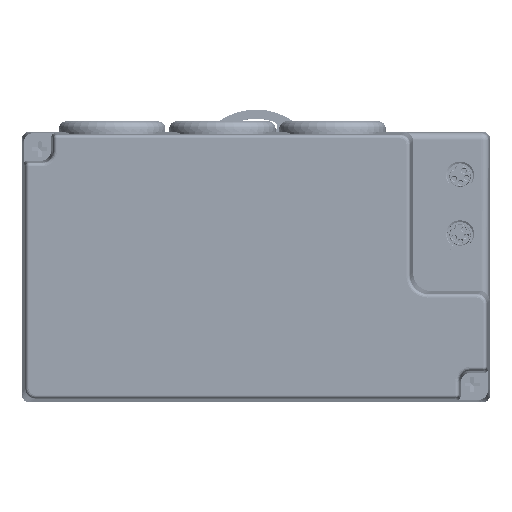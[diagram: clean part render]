
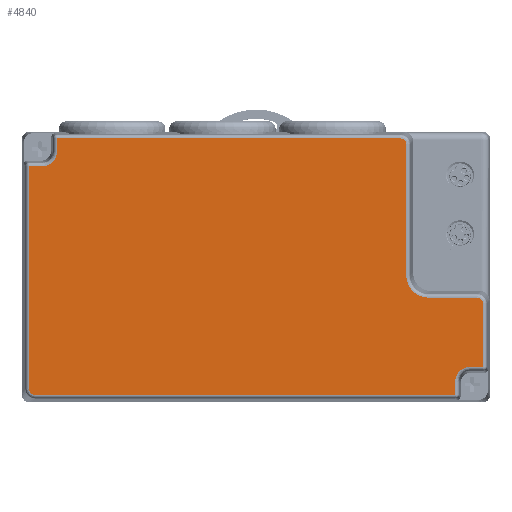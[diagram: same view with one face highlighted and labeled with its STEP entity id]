
A CAD part, top view. The second image highlights one B-rep face of the part: STEP entity #4840.
In plain terms, the highlighted planar face has unit normal (0, 0, 1).
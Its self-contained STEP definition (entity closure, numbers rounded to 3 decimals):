
#4840=ADVANCED_FACE('',(#10460),#8080,.T.);
#8080=PLANE('',#60633);
#10460=FACE_OUTER_BOUND('',#13037,.T.);
#13037=EDGE_LOOP('',(#17826,#17827,#17828,#17829,#17830,#17831,#17832,#17833,
#17834,#17835,#17836,#17837,#17838,#17839,#17840,#17841));
#17465=ELLIPSE('',#60627,1.601,1.6);
#17466=ELLIPSE('',#60628,4.003,4.);
#17467=ELLIPSE('',#60629,1.601,1.6);
#17468=ELLIPSE('',#60630,4.003,4.);
#17469=ELLIPSE('',#60631,1.601,1.6);
#17470=ELLIPSE('',#60632,6.004,6.);
#17826=ORIENTED_EDGE('',*,*,#39792,.T.);
#17827=ORIENTED_EDGE('',*,*,#39793,.T.);
#17828=ORIENTED_EDGE('',*,*,#39794,.T.);
#17829=ORIENTED_EDGE('',*,*,#39795,.T.);
#17830=ORIENTED_EDGE('',*,*,#39796,.T.);
#17831=ORIENTED_EDGE('',*,*,#39797,.T.);
#17832=ORIENTED_EDGE('',*,*,#39798,.T.);
#17833=ORIENTED_EDGE('',*,*,#39799,.T.);
#17834=ORIENTED_EDGE('',*,*,#39800,.T.);
#17835=ORIENTED_EDGE('',*,*,#39801,.T.);
#17836=ORIENTED_EDGE('',*,*,#39802,.T.);
#17837=ORIENTED_EDGE('',*,*,#39803,.T.);
#17838=ORIENTED_EDGE('',*,*,#39804,.T.);
#17839=ORIENTED_EDGE('',*,*,#39805,.T.);
#17840=ORIENTED_EDGE('',*,*,#39806,.T.);
#17841=ORIENTED_EDGE('',*,*,#39807,.T.);
#34136=VERTEX_POINT('',#82162);
#34137=VERTEX_POINT('',#82163);
#34138=VERTEX_POINT('',#82165);
#34139=VERTEX_POINT('',#82167);
#34140=VERTEX_POINT('',#82169);
#34141=VERTEX_POINT('',#82171);
#34142=VERTEX_POINT('',#82173);
#34143=VERTEX_POINT('',#82175);
#34144=VERTEX_POINT('',#82177);
#34145=VERTEX_POINT('',#82179);
#34146=VERTEX_POINT('',#82181);
#34147=VERTEX_POINT('',#82183);
#34148=VERTEX_POINT('',#82185);
#34149=VERTEX_POINT('',#82187);
#34150=VERTEX_POINT('',#82189);
#34151=VERTEX_POINT('',#82191);
#39792=EDGE_CURVE('',#34136,#34137,#17465,.T.);
#39793=EDGE_CURVE('',#34137,#34138,#47920,.T.);
#39794=EDGE_CURVE('',#34138,#34139,#47921,.T.);
#39795=EDGE_CURVE('',#34139,#34140,#17466,.T.);
#39796=EDGE_CURVE('',#34140,#34141,#47922,.T.);
#39797=EDGE_CURVE('',#34141,#34142,#47923,.T.);
#39798=EDGE_CURVE('',#34142,#34143,#17467,.T.);
#39799=EDGE_CURVE('',#34143,#34144,#47924,.T.);
#39800=EDGE_CURVE('',#34144,#34145,#47925,.T.);
#39801=EDGE_CURVE('',#34145,#34146,#17468,.T.);
#39802=EDGE_CURVE('',#34146,#34147,#47926,.T.);
#39803=EDGE_CURVE('',#34147,#34148,#47927,.T.);
#39804=EDGE_CURVE('',#34148,#34149,#17469,.T.);
#39805=EDGE_CURVE('',#34149,#34150,#47928,.T.);
#39806=EDGE_CURVE('',#34150,#34151,#17470,.T.);
#39807=EDGE_CURVE('',#34151,#34136,#47929,.T.);
#47920=LINE('',#82164,#54290);
#47921=LINE('',#82166,#54291);
#47922=LINE('',#82170,#54292);
#47923=LINE('',#82172,#54293);
#47924=LINE('',#82176,#54294);
#47925=LINE('',#82178,#54295);
#47926=LINE('',#82182,#54296);
#47927=LINE('',#82184,#54297);
#47928=LINE('',#82188,#54298);
#47929=LINE('',#82192,#54299);
#54290=VECTOR('',#65758,1.);
#54291=VECTOR('',#65759,1.);
#54292=VECTOR('',#65762,1.);
#54293=VECTOR('',#65763,1.);
#54294=VECTOR('',#65766,1.);
#54295=VECTOR('',#65767,1.);
#54296=VECTOR('',#65770,1.);
#54297=VECTOR('',#65771,1.);
#54298=VECTOR('',#65774,1.);
#54299=VECTOR('',#65777,1.);
#60627=AXIS2_PLACEMENT_3D('',#82161,#65756,#65757);
#60628=AXIS2_PLACEMENT_3D('',#82168,#65760,#65761);
#60629=AXIS2_PLACEMENT_3D('',#82174,#65764,#65765);
#60630=AXIS2_PLACEMENT_3D('',#82180,#65768,#65769);
#60631=AXIS2_PLACEMENT_3D('',#82186,#65772,#65773);
#60632=AXIS2_PLACEMENT_3D('',#82190,#65775,#65776);
#60633=AXIS2_PLACEMENT_3D('',#82193,#65778,#65779);
#65756=DIRECTION('',(0.,0.,1.));
#65757=DIRECTION('',(-0.707,-0.707,0.));
#65758=DIRECTION('',(-1.,0.,0.));
#65759=DIRECTION('',(0.,-1.,0.));
#65760=DIRECTION('',(0.,0.,-1.));
#65761=DIRECTION('',(0.707,-0.707,0.));
#65762=DIRECTION('',(-1.,0.,0.));
#65763=DIRECTION('',(0.,-1.,0.));
#65764=DIRECTION('',(0.,0.,1.));
#65765=DIRECTION('',(0.707,0.707,0.));
#65766=DIRECTION('',(1.,0.,0.));
#65767=DIRECTION('',(0.,1.,0.));
#65768=DIRECTION('',(0.,0.,-1.));
#65769=DIRECTION('',(-0.707,0.707,0.));
#65770=DIRECTION('',(1.,0.,0.));
#65771=DIRECTION('',(0.,1.,0.));
#65772=DIRECTION('',(0.,0.,1.));
#65773=DIRECTION('',(-0.707,-0.707,0.));
#65774=DIRECTION('',(-1.,0.,0.));
#65775=DIRECTION('',(0.,0.,-1.));
#65776=DIRECTION('',(-0.707,-0.707,0.));
#65777=DIRECTION('',(0.,1.,0.));
#65778=DIRECTION('',(0.,0.,1.));
#65779=DIRECTION('',(-1.,0.,0.));
#82161=CARTESIAN_POINT('',(-679.177,74.001,-5.52));
#82162=CARTESIAN_POINT('',(-677.576,74.002,-5.52));
#82163=CARTESIAN_POINT('',(-679.176,75.602,-5.52));
#82164=CARTESIAN_POINT('',(-716.994,75.602,-5.52));
#82165=CARTESIAN_POINT('',(-772.717,75.602,-5.52));
#82166=CARTESIAN_POINT('',(-772.717,39.686,-5.52));
#82167=CARTESIAN_POINT('',(-772.717,72.023,-5.52));
#82168=CARTESIAN_POINT('',(-776.719,72.026,-5.52));
#82169=CARTESIAN_POINT('',(-776.716,68.025,-5.52));
#82170=CARTESIAN_POINT('',(-716.994,68.025,-5.52));
#82171=CARTESIAN_POINT('',(-780.289,68.025,-5.52));
#82172=CARTESIAN_POINT('',(-780.289,39.686,-5.52));
#82173=CARTESIAN_POINT('',(-780.289,7.369,-5.52));
#82174=CARTESIAN_POINT('',(-778.689,7.37,-5.52));
#82175=CARTESIAN_POINT('',(-778.69,5.77,-5.52));
#82176=CARTESIAN_POINT('',(-716.994,5.77,-5.52));
#82177=CARTESIAN_POINT('',(-664.304,5.77,-5.52));
#82178=CARTESIAN_POINT('',(-664.304,39.686,-5.52));
#82179=CARTESIAN_POINT('',(-664.304,9.348,-5.52));
#82180=CARTESIAN_POINT('',(-660.303,9.345,-5.52));
#82181=CARTESIAN_POINT('',(-660.305,13.347,-5.52));
#82182=CARTESIAN_POINT('',(-716.994,13.347,-5.52));
#82183=CARTESIAN_POINT('',(-656.732,13.347,-5.52));
#82184=CARTESIAN_POINT('',(-656.732,39.686,-5.52));
#82185=CARTESIAN_POINT('',(-656.732,30.658,-5.52));
#82186=CARTESIAN_POINT('',(-658.333,30.657,-5.52));
#82187=CARTESIAN_POINT('',(-658.332,32.257,-5.52));
#82188=CARTESIAN_POINT('',(-716.994,32.257,-5.52));
#82189=CARTESIAN_POINT('',(-671.579,32.257,-5.52));
#82190=CARTESIAN_POINT('',(-671.574,38.259,-5.52));
#82191=CARTESIAN_POINT('',(-677.576,38.255,-5.52));
#82192=CARTESIAN_POINT('',(-677.576,39.686,-5.52));
#82193=CARTESIAN_POINT('',(-716.994,39.686,-5.52));
